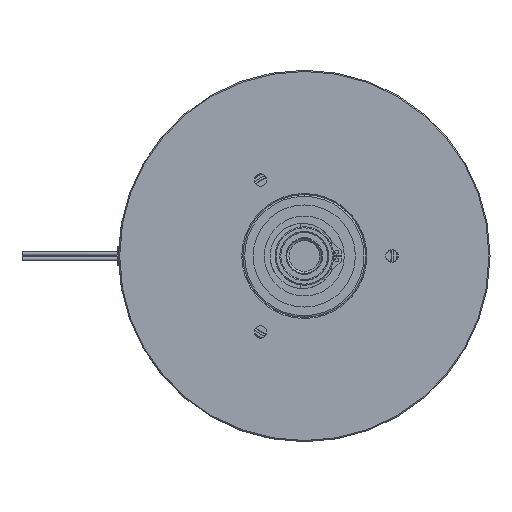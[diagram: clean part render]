
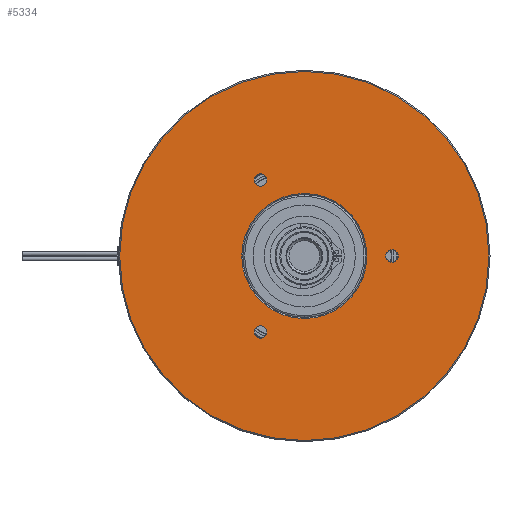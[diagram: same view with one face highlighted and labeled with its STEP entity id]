
A CAD part, left-side view. The second image highlights one B-rep face of the part: STEP entity #5334.
In plain terms, the highlighted planar face has unit normal (-1, 0, 0).
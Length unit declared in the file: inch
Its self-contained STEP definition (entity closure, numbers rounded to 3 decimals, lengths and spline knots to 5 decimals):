
#608 = DIRECTION ( 'NONE',  ( 0., 0., 1. ) ) ;
#656 = CIRCLE ( 'NONE', #9502, 0.08268 ) ;
#670 = VERTEX_POINT ( 'NONE', #6274 ) ;
#717 = CARTESIAN_POINT ( 'NONE',  ( 0., 0.5905, -0.9401 ) ) ;
#1049 = VERTEX_POINT ( 'NONE', #1150 ) ;
#1140 = CARTESIAN_POINT ( 'NONE',  ( 0., 0.5905, 1.10545 ) ) ;
#1150 = CARTESIAN_POINT ( 'NONE',  ( 0., 0.5905, -1.10545 ) ) ;
#1197 = CIRCLE ( 'NONE', #8127, 2.485 ) ;
#1461 = EDGE_LOOP ( 'NONE', ( #14470, #6985 ) ) ;
#1602 = AXIS2_PLACEMENT_3D ( 'NONE', #6875, #15153, #8074 ) ;
#1774 = CARTESIAN_POINT ( 'NONE',  ( 0., 0.5905, -1.02278 ) ) ;
#1810 = DIRECTION ( 'NONE',  ( -1., 0., 0. ) ) ;
#1868 = VERTEX_POINT ( 'NONE', #717 ) ;
#1870 = CIRCLE ( 'NONE', #1602, 0.08268 ) ;
#1921 = FACE_BOUND ( 'NONE', #14804, .T. ) ;
#2182 = EDGE_CURVE ( 'NONE', #12755, #8117, #6809, .T. ) ;
#2283 = ORIENTED_EDGE ( 'NONE', *, *, #13183, .T. ) ;
#2612 = CARTESIAN_POINT ( 'NONE',  ( 0., -1.181, 0.08268 ) ) ;
#3065 = DIRECTION ( 'NONE',  ( 0., 0., 1. ) ) ;
#3491 = CARTESIAN_POINT ( 'NONE',  ( 0., -1.181, 0. ) ) ;
#3913 = CIRCLE ( 'NONE', #11568, 0.8419 ) ;
#4758 = DIRECTION ( 'NONE',  ( 0., 0., 1. ) ) ;
#5035 = ORIENTED_EDGE ( 'NONE', *, *, #2182, .T. ) ;
#5191 = CARTESIAN_POINT ( 'NONE',  ( 0., 0.5905, 1.02278 ) ) ;
#5229 = CARTESIAN_POINT ( 'NONE',  ( 0., 0., 0. ) ) ;
#5281 = FACE_BOUND ( 'NONE', #1461, .T. ) ;
#5334 = ADVANCED_FACE ( 'NONE', ( #8511, #11310, #5281, #11682, #1921 ), #6441, .F. ) ;
#5621 = EDGE_LOOP ( 'NONE', ( #13075, #2283 ) ) ;
#5806 = AXIS2_PLACEMENT_3D ( 'NONE', #9234, #1810, #10440 ) ;
#5849 = CIRCLE ( 'NONE', #13463, 0.08268 ) ;
#5998 = DIRECTION ( 'NONE',  ( 1., 0., 0. ) ) ;
#6100 = DIRECTION ( 'NONE',  ( -1., 0., 0. ) ) ;
#6231 = VERTEX_POINT ( 'NONE', #6540 ) ;
#6274 = CARTESIAN_POINT ( 'NONE',  ( 0., 0., 0.8419 ) ) ;
#6372 = AXIS2_PLACEMENT_3D ( 'NONE', #15125, #8057, #608 ) ;
#6413 = VERTEX_POINT ( 'NONE', #11585 ) ;
#6428 = ORIENTED_EDGE ( 'NONE', *, *, #10683, .F. ) ;
#6441 = PLANE ( 'NONE',  #14240 ) ;
#6463 = DIRECTION ( 'NONE',  ( 0., 0., 1. ) ) ;
#6494 = DIRECTION ( 'NONE',  ( 0., 0., -1. ) ) ;
#6530 = CARTESIAN_POINT ( 'NONE',  ( 0., 0., -0.8419 ) ) ;
#6540 = CARTESIAN_POINT ( 'NONE',  ( 0., 0.5905, 0.9401 ) ) ;
#6572 = DIRECTION ( 'NONE',  ( -1., 0., 0. ) ) ;
#6730 = ORIENTED_EDGE ( 'NONE', *, *, #14219, .F. ) ;
#6758 = CARTESIAN_POINT ( 'NONE',  ( 0., 0., 0. ) ) ;
#6809 = CIRCLE ( 'NONE', #5806, 2.485 ) ;
#6861 = EDGE_CURVE ( 'NONE', #1049, #1868, #656, .T. ) ;
#6875 = CARTESIAN_POINT ( 'NONE',  ( 0., -1.181, 0. ) ) ;
#6876 = ORIENTED_EDGE ( 'NONE', *, *, #12293, .F. ) ;
#6985 = ORIENTED_EDGE ( 'NONE', *, *, #11446, .F. ) ;
#6993 = AXIS2_PLACEMENT_3D ( 'NONE', #3491, #11974, #4758 ) ;
#7525 = EDGE_LOOP ( 'NONE', ( #6428, #11006 ) ) ;
#7686 = EDGE_CURVE ( 'NONE', #8117, #12755, #1197, .T. ) ;
#7968 = DIRECTION ( 'NONE',  ( 0., 0., -1. ) ) ;
#8057 = DIRECTION ( 'NONE',  ( -1., 0., 0. ) ) ;
#8074 = DIRECTION ( 'NONE',  ( 0., 0., 1. ) ) ;
#8117 = VERTEX_POINT ( 'NONE', #14364 ) ;
#8127 = AXIS2_PLACEMENT_3D ( 'NONE', #13700, #6572, #14860 ) ;
#8443 = CIRCLE ( 'NONE', #11155, 0.8419 ) ;
#8511 = FACE_OUTER_BOUND ( 'NONE', #12612, .T. ) ;
#8692 = EDGE_CURVE ( 'NONE', #11723, #6413, #1870, .T. ) ;
#8934 = CARTESIAN_POINT ( 'NONE',  ( 0., 0., -2.485 ) ) ;
#9068 = VERTEX_POINT ( 'NONE', #1140 ) ;
#9234 = CARTESIAN_POINT ( 'NONE',  ( 0., 0., 0. ) ) ;
#9378 = EDGE_CURVE ( 'NONE', #670, #10970, #8443, .T. ) ;
#9502 = AXIS2_PLACEMENT_3D ( 'NONE', #1774, #10403, #3065 ) ;
#10403 = DIRECTION ( 'NONE',  ( -1., 0., 0. ) ) ;
#10440 = DIRECTION ( 'NONE',  ( 0., 0., -1. ) ) ;
#10683 = EDGE_CURVE ( 'NONE', #1868, #1049, #15109, .T. ) ;
#10970 = VERTEX_POINT ( 'NONE', #6530 ) ;
#11006 = ORIENTED_EDGE ( 'NONE', *, *, #6861, .F. ) ;
#11155 = AXIS2_PLACEMENT_3D ( 'NONE', #6758, #15029, #7968 ) ;
#11225 = CIRCLE ( 'NONE', #6993, 0.08268 ) ;
#11310 = FACE_BOUND ( 'NONE', #5621, .T. ) ;
#11446 = EDGE_CURVE ( 'NONE', #6413, #11723, #11225, .T. ) ;
#11568 = AXIS2_PLACEMENT_3D ( 'NONE', #13118, #5998, #14288 ) ;
#11585 = CARTESIAN_POINT ( 'NONE',  ( 0., -1.181, -0.08268 ) ) ;
#11682 = FACE_BOUND ( 'NONE', #7525, .T. ) ;
#11723 = VERTEX_POINT ( 'NONE', #2612 ) ;
#11974 = DIRECTION ( 'NONE',  ( -1., 0., 0. ) ) ;
#12293 = EDGE_CURVE ( 'NONE', #6231, #9068, #14328, .T. ) ;
#12349 = AXIS2_PLACEMENT_3D ( 'NONE', #13227, #6100, #14391 ) ;
#12612 = EDGE_LOOP ( 'NONE', ( #5035, #13883 ) ) ;
#12755 = VERTEX_POINT ( 'NONE', #8934 ) ;
#13075 = ORIENTED_EDGE ( 'NONE', *, *, #9378, .T. ) ;
#13118 = CARTESIAN_POINT ( 'NONE',  ( 0., 0., 0. ) ) ;
#13183 = EDGE_CURVE ( 'NONE', #10970, #670, #3913, .T. ) ;
#13227 = CARTESIAN_POINT ( 'NONE',  ( 0., 0.5905, -1.02278 ) ) ;
#13463 = AXIS2_PLACEMENT_3D ( 'NONE', #5191, #13587, #6463 ) ;
#13587 = DIRECTION ( 'NONE',  ( -1., 0., 0. ) ) ;
#13613 = DIRECTION ( 'NONE',  ( 1., 0., 0. ) ) ;
#13700 = CARTESIAN_POINT ( 'NONE',  ( 0., 0., 0. ) ) ;
#13883 = ORIENTED_EDGE ( 'NONE', *, *, #7686, .T. ) ;
#14219 = EDGE_CURVE ( 'NONE', #9068, #6231, #5849, .T. ) ;
#14240 = AXIS2_PLACEMENT_3D ( 'NONE', #5229, #13613, #6494 ) ;
#14288 = DIRECTION ( 'NONE',  ( 0., 0., -1. ) ) ;
#14328 = CIRCLE ( 'NONE', #6372, 0.08268 ) ;
#14364 = CARTESIAN_POINT ( 'NONE',  ( 0., 0., 2.485 ) ) ;
#14391 = DIRECTION ( 'NONE',  ( 0., 0., 1. ) ) ;
#14470 = ORIENTED_EDGE ( 'NONE', *, *, #8692, .F. ) ;
#14804 = EDGE_LOOP ( 'NONE', ( #6730, #6876 ) ) ;
#14860 = DIRECTION ( 'NONE',  ( 0., 0., -1. ) ) ;
#15029 = DIRECTION ( 'NONE',  ( 1., 0., 0. ) ) ;
#15109 = CIRCLE ( 'NONE', #12349, 0.08268 ) ;
#15125 = CARTESIAN_POINT ( 'NONE',  ( 0., 0.5905, 1.02278 ) ) ;
#15153 = DIRECTION ( 'NONE',  ( -1., 0., 0. ) ) ;
